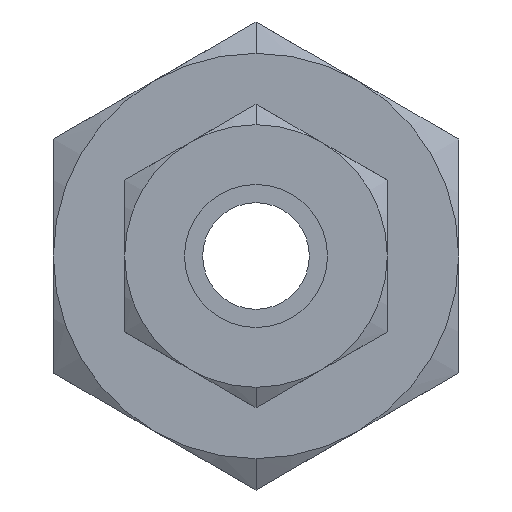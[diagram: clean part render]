
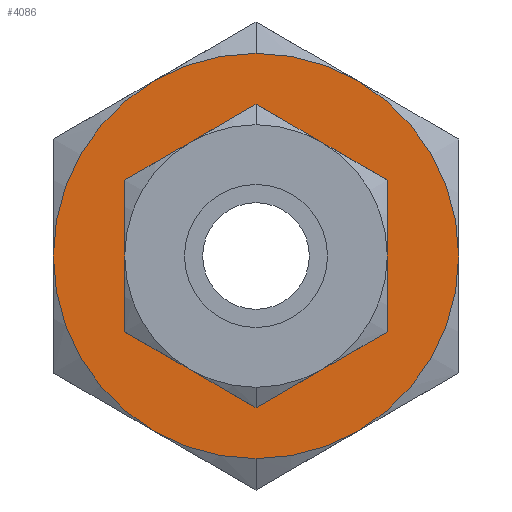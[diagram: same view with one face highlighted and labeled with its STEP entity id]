
A CAD part, left-side view. The second image highlights one B-rep face of the part: STEP entity #4086.
In plain terms, the highlighted planar face has unit normal (-1, 0, 0).
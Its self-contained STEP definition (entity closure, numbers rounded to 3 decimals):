
#82 = CARTESIAN_POINT ( 'NONE',  ( 19.3, 0., 0. ) ) ;
#94 = AXIS2_PLACEMENT_3D ( 'NONE', #7279, #2981, #7937 ) ;
#106 = ORIENTED_EDGE ( 'NONE', *, *, #4563, .T. ) ;
#122 = AXIS2_PLACEMENT_3D ( 'NONE', #5156, #7188, #2219 ) ;
#133 = CARTESIAN_POINT ( 'NONE',  ( 19.3, 0., 0. ) ) ;
#441 = ORIENTED_EDGE ( 'NONE', *, *, #5222, .T. ) ;
#457 = VERTEX_POINT ( 'NONE', #6408 ) ;
#539 = FACE_BOUND ( 'NONE', #7065, .T. ) ;
#556 = EDGE_LOOP ( 'NONE', ( #7111, #8550, #3824, #5703, #8045, #7404, #106, #3084 ) ) ;
#566 = EDGE_CURVE ( 'NONE', #6481, #2502, #2668, .T. ) ;
#862 = AXIS2_PLACEMENT_3D ( 'NONE', #7875, #7261, #1456 ) ;
#1237 = DIRECTION ( 'NONE',  ( 1., 0., 0. ) ) ;
#1385 = DIRECTION ( 'NONE',  ( 0., 0., 1. ) ) ;
#1456 = DIRECTION ( 'NONE',  ( 0., 0.5, 0.866 ) ) ;
#2219 = DIRECTION ( 'NONE',  ( 0., 0., -1. ) ) ;
#2485 = CIRCLE ( 'NONE', #5178, 13.5 ) ;
#2494 = AXIS2_PLACEMENT_3D ( 'NONE', #5449, #1237, #2697 ) ;
#2502 = VERTEX_POINT ( 'NONE', #3455 ) ;
#2668 = CIRCLE ( 'NONE', #5069, 13.5 ) ;
#2697 = DIRECTION ( 'NONE',  ( 0., 1., 0. ) ) ;
#2804 = CIRCLE ( 'NONE', #122, 5.884 ) ;
#2817 = AXIS2_PLACEMENT_3D ( 'NONE', #7346, #8731, #8083 ) ;
#2917 = AXIS2_PLACEMENT_3D ( 'NONE', #133, #8038, #5186 ) ;
#2952 = DIRECTION ( 'NONE',  ( -1., 0., 0. ) ) ;
#2981 = DIRECTION ( 'NONE',  ( -1., 0., 0. ) ) ;
#3081 = CARTESIAN_POINT ( 'NONE',  ( 19.3, 13.5, 0. ) ) ;
#3084 = ORIENTED_EDGE ( 'NONE', *, *, #4907, .T. ) ;
#3162 = VERTEX_POINT ( 'NONE', #7857 ) ;
#3294 = CIRCLE ( 'NONE', #7627, 13.5 ) ;
#3455 = CARTESIAN_POINT ( 'NONE',  ( 19.3, 0., 13.5 ) ) ;
#3560 = CARTESIAN_POINT ( 'NONE',  ( 19.3, 0., 0. ) ) ;
#3563 = CARTESIAN_POINT ( 'NONE',  ( 19.3, 0., -5.884 ) ) ;
#3678 = VERTEX_POINT ( 'NONE', #3563 ) ;
#3824 = ORIENTED_EDGE ( 'NONE', *, *, #8940, .T. ) ;
#3840 = CARTESIAN_POINT ( 'NONE',  ( 19.3, 0., -13.5 ) ) ;
#4086 = ADVANCED_FACE ( 'NONE', ( #539, #6808 ), #6058, .F. ) ;
#4172 = VERTEX_POINT ( 'NONE', #3081 ) ;
#4319 = EDGE_CURVE ( 'NONE', #6053, #5339, #9064, .T. ) ;
#4563 = EDGE_CURVE ( 'NONE', #8281, #3162, #4892, .T. ) ;
#4776 = EDGE_CURVE ( 'NONE', #4172, #6053, #2485, .T. ) ;
#4789 = DIRECTION ( 'NONE',  ( 0., 0., -1. ) ) ;
#4892 = CIRCLE ( 'NONE', #9211, 13.5 ) ;
#4907 = EDGE_CURVE ( 'NONE', #3162, #6481, #7410, .T. ) ;
#4912 = DIRECTION ( 'NONE',  ( -1., 0., 0. ) ) ;
#5018 = DIRECTION ( 'NONE',  ( 0., -0.5, -0.866 ) ) ;
#5054 = CARTESIAN_POINT ( 'NONE',  ( 19.3, -6.75, 11.691 ) ) ;
#5069 = AXIS2_PLACEMENT_3D ( 'NONE', #82, #2952, #5799 ) ;
#5156 = CARTESIAN_POINT ( 'NONE',  ( 19.3, 0., 0. ) ) ;
#5178 = AXIS2_PLACEMENT_3D ( 'NONE', #8545, #4912, #8454 ) ;
#5186 = DIRECTION ( 'NONE',  ( 0., 0., 1. ) ) ;
#5222 = EDGE_CURVE ( 'NONE', #3678, #457, #2804, .T. ) ;
#5254 = CARTESIAN_POINT ( 'NONE',  ( 19.3, 6.75, -11.691 ) ) ;
#5339 = VERTEX_POINT ( 'NONE', #3840 ) ;
#5449 = CARTESIAN_POINT ( 'NONE',  ( 19.3, 0., 0. ) ) ;
#5703 = ORIENTED_EDGE ( 'NONE', *, *, #4776, .T. ) ;
#5716 = DIRECTION ( 'NONE',  ( -1., 0., 0. ) ) ;
#5745 = ORIENTED_EDGE ( 'NONE', *, *, #6779, .T. ) ;
#5799 = DIRECTION ( 'NONE',  ( 0., -0.5, 0.866 ) ) ;
#6053 = VERTEX_POINT ( 'NONE', #5254 ) ;
#6058 = PLANE ( 'NONE',  #2494 ) ;
#6401 = CIRCLE ( 'NONE', #862, 13.5 ) ;
#6408 = CARTESIAN_POINT ( 'NONE',  ( 19.3, 0., 5.884 ) ) ;
#6436 = VERTEX_POINT ( 'NONE', #7717 ) ;
#6481 = VERTEX_POINT ( 'NONE', #5054 ) ;
#6628 = CIRCLE ( 'NONE', #2917, 13.5 ) ;
#6779 = EDGE_CURVE ( 'NONE', #457, #3678, #8372, .T. ) ;
#6808 = FACE_OUTER_BOUND ( 'NONE', #556, .T. ) ;
#6990 = CARTESIAN_POINT ( 'NONE',  ( 19.3, 0., 0. ) ) ;
#7065 = EDGE_LOOP ( 'NONE', ( #5745, #441 ) ) ;
#7111 = ORIENTED_EDGE ( 'NONE', *, *, #566, .T. ) ;
#7188 = DIRECTION ( 'NONE',  ( 1., 0., 0. ) ) ;
#7261 = DIRECTION ( 'NONE',  ( -1., 0., 0. ) ) ;
#7279 = CARTESIAN_POINT ( 'NONE',  ( 19.3, 0., 0. ) ) ;
#7346 = CARTESIAN_POINT ( 'NONE',  ( 19.3, 0., 0. ) ) ;
#7404 = ORIENTED_EDGE ( 'NONE', *, *, #7436, .T. ) ;
#7410 = CIRCLE ( 'NONE', #94, 13.5 ) ;
#7436 = EDGE_CURVE ( 'NONE', #5339, #8281, #3294, .T. ) ;
#7571 = EDGE_CURVE ( 'NONE', #2502, #6436, #6628, .T. ) ;
#7627 = AXIS2_PLACEMENT_3D ( 'NONE', #6990, #8529, #4789 ) ;
#7717 = CARTESIAN_POINT ( 'NONE',  ( 19.3, 6.75, 11.691 ) ) ;
#7857 = CARTESIAN_POINT ( 'NONE',  ( 19.3, -13.5, 0. ) ) ;
#7875 = CARTESIAN_POINT ( 'NONE',  ( 19.3, 0., 0. ) ) ;
#7891 = CARTESIAN_POINT ( 'NONE',  ( 19.3, 0., 0. ) ) ;
#7931 = AXIS2_PLACEMENT_3D ( 'NONE', #7891, #7969, #1385 ) ;
#7937 = DIRECTION ( 'NONE',  ( 0., -1., 0. ) ) ;
#7969 = DIRECTION ( 'NONE',  ( 1., 0., 0. ) ) ;
#8038 = DIRECTION ( 'NONE',  ( -1., 0., 0. ) ) ;
#8045 = ORIENTED_EDGE ( 'NONE', *, *, #4319, .T. ) ;
#8083 = DIRECTION ( 'NONE',  ( 0., 0.5, -0.866 ) ) ;
#8102 = CARTESIAN_POINT ( 'NONE',  ( 19.3, -6.75, -11.691 ) ) ;
#8281 = VERTEX_POINT ( 'NONE', #8102 ) ;
#8372 = CIRCLE ( 'NONE', #7931, 5.884 ) ;
#8454 = DIRECTION ( 'NONE',  ( 0., 1., 0. ) ) ;
#8529 = DIRECTION ( 'NONE',  ( -1., 0., 0. ) ) ;
#8545 = CARTESIAN_POINT ( 'NONE',  ( 19.3, 0., 0. ) ) ;
#8550 = ORIENTED_EDGE ( 'NONE', *, *, #7571, .T. ) ;
#8731 = DIRECTION ( 'NONE',  ( -1., 0., 0. ) ) ;
#8940 = EDGE_CURVE ( 'NONE', #6436, #4172, #6401, .T. ) ;
#9064 = CIRCLE ( 'NONE', #2817, 13.5 ) ;
#9211 = AXIS2_PLACEMENT_3D ( 'NONE', #3560, #5716, #5018 ) ;
